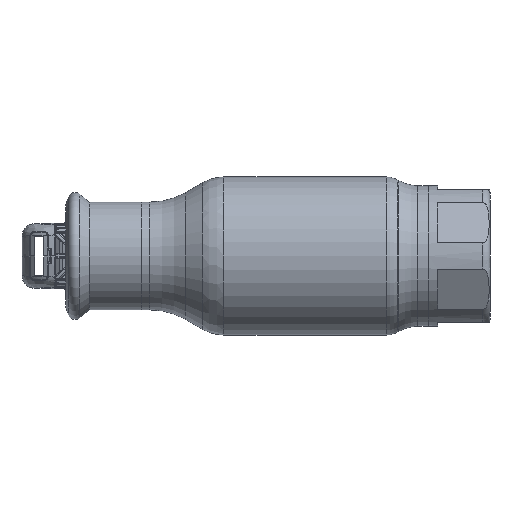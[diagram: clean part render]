
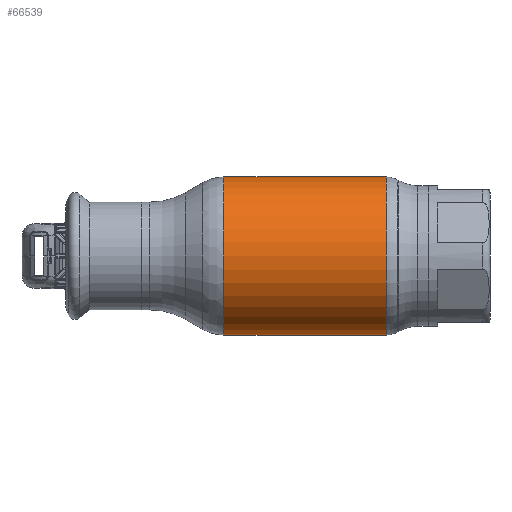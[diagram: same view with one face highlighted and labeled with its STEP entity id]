
A CAD part, front view. The second image highlights one B-rep face of the part: STEP entity #66539.
In plain terms, the highlighted cylindrical face has radius 33.34 mm (diameter 66.68 mm), a partial arc.
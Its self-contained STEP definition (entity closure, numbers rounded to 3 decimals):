
#522 = VERTEX_POINT ( 'NONE', #4320 ) ;
#1897 = AXIS2_PLACEMENT_3D ( 'NONE', #20975, #31404, #56833 ) ;
#2024 = EDGE_CURVE ( 'NONE', #53085, #15941, #42274, .T. ) ;
#4048 = EDGE_CURVE ( 'NONE', #522, #15941, #21641, .T. ) ;
#4320 = CARTESIAN_POINT ( 'NONE',  ( -34.177, 0., -33.34 ) ) ;
#4618 = CARTESIAN_POINT ( 'NONE',  ( -62.69, 0., 33.34 ) ) ;
#5030 = LINE ( 'NONE', #24779, #46502 ) ;
#5263 = DIRECTION ( 'NONE',  ( 0., 0., 1. ) ) ;
#9076 = FACE_OUTER_BOUND ( 'NONE', #58501, .T. ) ;
#10688 = CARTESIAN_POINT ( 'NONE',  ( 34.177, 0., 0. ) ) ;
#12168 = VECTOR ( 'NONE', #56837, 1000. ) ;
#15941 = VERTEX_POINT ( 'NONE', #49274 ) ;
#20975 = CARTESIAN_POINT ( 'NONE',  ( -34.177, 0., 0. ) ) ;
#21641 = CIRCLE ( 'NONE', #1897, 33.34 ) ;
#23986 = EDGE_CURVE ( 'NONE', #45937, #522, #5030, .T. ) ;
#24779 = CARTESIAN_POINT ( 'NONE',  ( -62.69, 0., -33.34 ) ) ;
#24830 = ORIENTED_EDGE ( 'NONE', *, *, #23986, .F. ) ;
#30325 = CARTESIAN_POINT ( 'NONE',  ( 34.177, 0., 33.34 ) ) ;
#30478 = ORIENTED_EDGE ( 'NONE', *, *, #4048, .F. ) ;
#31404 = DIRECTION ( 'NONE',  ( -1., 0., 0. ) ) ;
#36886 = CARTESIAN_POINT ( 'NONE',  ( -62.69, 0., 0. ) ) ;
#37324 = DIRECTION ( 'NONE',  ( -1., 0., 0. ) ) ;
#40863 = EDGE_CURVE ( 'NONE', #45937, #53085, #50335, .T. ) ;
#42274 = LINE ( 'NONE', #4618, #12168 ) ;
#42378 = AXIS2_PLACEMENT_3D ( 'NONE', #10688, #57441, #5263 ) ;
#43021 = ORIENTED_EDGE ( 'NONE', *, *, #2024, .T. ) ;
#45684 = DIRECTION ( 'NONE',  ( -1., 0., 0. ) ) ;
#45937 = VERTEX_POINT ( 'NONE', #51619 ) ;
#46502 = VECTOR ( 'NONE', #45684, 1000. ) ;
#47594 = DIRECTION ( 'NONE',  ( 0., 0., 1. ) ) ;
#49274 = CARTESIAN_POINT ( 'NONE',  ( -34.177, 0., 33.34 ) ) ;
#50335 = CIRCLE ( 'NONE', #42378, 33.34 ) ;
#51619 = CARTESIAN_POINT ( 'NONE',  ( 34.177, 0., -33.34 ) ) ;
#53000 = ORIENTED_EDGE ( 'NONE', *, *, #40863, .T. ) ;
#53085 = VERTEX_POINT ( 'NONE', #30325 ) ;
#55176 = AXIS2_PLACEMENT_3D ( 'NONE', #36886, #37324, #47594 ) ;
#56833 = DIRECTION ( 'NONE',  ( 0., 0., 1. ) ) ;
#56837 = DIRECTION ( 'NONE',  ( -1., 0., 0. ) ) ;
#57441 = DIRECTION ( 'NONE',  ( -1., 0., 0. ) ) ;
#58501 = EDGE_LOOP ( 'NONE', ( #24830, #53000, #43021, #30478 ) ) ;
#65939 = CYLINDRICAL_SURFACE ( 'NONE', #55176, 33.34 ) ;
#66539 = ADVANCED_FACE ( 'NONE', ( #9076 ), #65939, .T. ) ;
